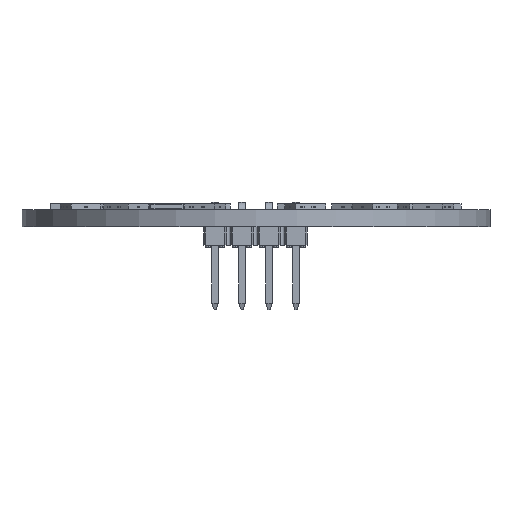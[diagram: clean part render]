
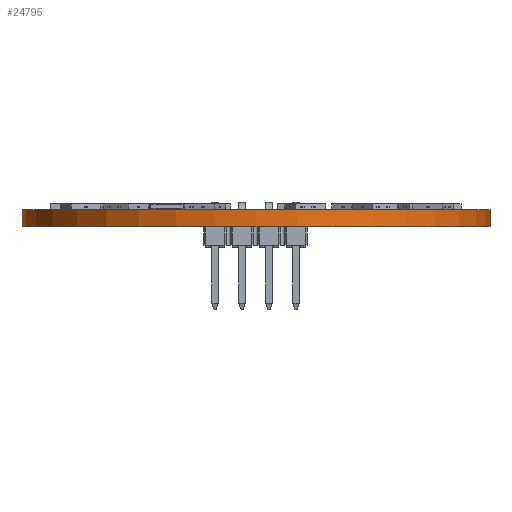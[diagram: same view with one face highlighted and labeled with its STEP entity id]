
A CAD part, front view. The second image highlights one B-rep face of the part: STEP entity #24795.
In plain terms, the highlighted cylindrical face has radius 22.023 mm (diameter 44.045 mm), a full revolution.
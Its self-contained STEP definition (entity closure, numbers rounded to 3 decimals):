
#24795 = ADVANCED_FACE('',(#24796),#24810,.T.);
#24796 = FACE_BOUND('',#24797,.F.);
#24797 = EDGE_LOOP('',(#24798,#24828,#24859,#24860));
#24798 = ORIENTED_EDGE('',*,*,#24799,.T.);
#24799 = EDGE_CURVE('',#24800,#24802,#24804,.T.);
#24800 = VERTEX_POINT('',#24801);
#24801 = CARTESIAN_POINT('',(168.023,-102.,0.));
#24802 = VERTEX_POINT('',#24803);
#24803 = CARTESIAN_POINT('',(168.023,-102.,1.6));
#24804 = SEAM_CURVE('',#24805,(#24809,#24821),.PCURVE_S1.);
#24805 = LINE('',#24806,#24807);
#24806 = CARTESIAN_POINT('',(168.023,-102.,0.));
#24807 = VECTOR('',#24808,1.);
#24808 = DIRECTION('',(0.,0.,1.));
#24809 = PCURVE('',#24810,#24815);
#24810 = CYLINDRICAL_SURFACE('',#24811,22.023);
#24811 = AXIS2_PLACEMENT_3D('',#24812,#24813,#24814);
#24812 = CARTESIAN_POINT('',(146.,-102.,0.));
#24813 = DIRECTION('',(0.,0.,-1.));
#24814 = DIRECTION('',(1.,0.,0.));
#24815 = DEFINITIONAL_REPRESENTATION('',(#24816),#24820);
#24816 = LINE('',#24817,#24818);
#24817 = CARTESIAN_POINT('',(0.,0.));
#24818 = VECTOR('',#24819,1.);
#24819 = DIRECTION('',(0.,-1.));
#24820 = ( GEOMETRIC_REPRESENTATION_CONTEXT(2) 
PARAMETRIC_REPRESENTATION_CONTEXT() REPRESENTATION_CONTEXT('2D SPACE',''
  ) );
#24821 = PCURVE('',#24810,#24822);
#24822 = DEFINITIONAL_REPRESENTATION('',(#24823),#24827);
#24823 = LINE('',#24824,#24825);
#24824 = CARTESIAN_POINT('',(-6.283,0.));
#24825 = VECTOR('',#24826,1.);
#24826 = DIRECTION('',(0.,-1.));
#24827 = ( GEOMETRIC_REPRESENTATION_CONTEXT(2) 
PARAMETRIC_REPRESENTATION_CONTEXT() REPRESENTATION_CONTEXT('2D SPACE',''
  ) );
#24828 = ORIENTED_EDGE('',*,*,#24829,.T.);
#24829 = EDGE_CURVE('',#24802,#24802,#24830,.T.);
#24830 = SURFACE_CURVE('',#24831,(#24836,#24843),.PCURVE_S1.);
#24831 = CIRCLE('',#24832,22.023);
#24832 = AXIS2_PLACEMENT_3D('',#24833,#24834,#24835);
#24833 = CARTESIAN_POINT('',(146.,-102.,1.6));
#24834 = DIRECTION('',(0.,0.,1.));
#24835 = DIRECTION('',(1.,0.,0.));
#24836 = PCURVE('',#24810,#24837);
#24837 = DEFINITIONAL_REPRESENTATION('',(#24838),#24842);
#24838 = LINE('',#24839,#24840);
#24839 = CARTESIAN_POINT('',(0.,-1.6));
#24840 = VECTOR('',#24841,1.);
#24841 = DIRECTION('',(-1.,0.));
#24842 = ( GEOMETRIC_REPRESENTATION_CONTEXT(2) 
PARAMETRIC_REPRESENTATION_CONTEXT() REPRESENTATION_CONTEXT('2D SPACE',''
  ) );
#24843 = PCURVE('',#24844,#24849);
#24844 = PLANE('',#24845);
#24845 = AXIS2_PLACEMENT_3D('',#24846,#24847,#24848);
#24846 = CARTESIAN_POINT('',(168.023,-102.,1.6));
#24847 = DIRECTION('',(0.,0.,-1.));
#24848 = DIRECTION('',(-1.,0.,0.));
#24849 = DEFINITIONAL_REPRESENTATION('',(#24850),#24858);
#24850 = ( BOUNDED_CURVE() B_SPLINE_CURVE(2,(#24851,#24852,#24853,#24854
    ,#24855,#24856,#24857),.UNSPECIFIED.,.F.,.F.) 
B_SPLINE_CURVE_WITH_KNOTS((1,2,2,2,2,1),(-2.094,0.,
    2.094,4.189,6.283,8.378),
.UNSPECIFIED.) CURVE() GEOMETRIC_REPRESENTATION_ITEM() 
RATIONAL_B_SPLINE_CURVE((1.,0.5,1.,0.5,1.,0.5,1.)) REPRESENTATION_ITEM(
  '') );
#24851 = CARTESIAN_POINT('',(0.,0.));
#24852 = CARTESIAN_POINT('',(0.,38.144));
#24853 = CARTESIAN_POINT('',(33.034,19.072));
#24854 = CARTESIAN_POINT('',(66.068,0.));
#24855 = CARTESIAN_POINT('',(33.034,-19.072));
#24856 = CARTESIAN_POINT('',(0.,-38.144));
#24857 = CARTESIAN_POINT('',(0.,0.));
#24858 = ( GEOMETRIC_REPRESENTATION_CONTEXT(2) 
PARAMETRIC_REPRESENTATION_CONTEXT() REPRESENTATION_CONTEXT('2D SPACE',''
  ) );
#24859 = ORIENTED_EDGE('',*,*,#24799,.F.);
#24860 = ORIENTED_EDGE('',*,*,#24861,.F.);
#24861 = EDGE_CURVE('',#24800,#24800,#24862,.T.);
#24862 = SURFACE_CURVE('',#24863,(#24868,#24875),.PCURVE_S1.);
#24863 = CIRCLE('',#24864,22.023);
#24864 = AXIS2_PLACEMENT_3D('',#24865,#24866,#24867);
#24865 = CARTESIAN_POINT('',(146.,-102.,0.));
#24866 = DIRECTION('',(0.,0.,1.));
#24867 = DIRECTION('',(1.,0.,0.));
#24868 = PCURVE('',#24810,#24869);
#24869 = DEFINITIONAL_REPRESENTATION('',(#24870),#24874);
#24870 = LINE('',#24871,#24872);
#24871 = CARTESIAN_POINT('',(0.,0.));
#24872 = VECTOR('',#24873,1.);
#24873 = DIRECTION('',(-1.,0.));
#24874 = ( GEOMETRIC_REPRESENTATION_CONTEXT(2) 
PARAMETRIC_REPRESENTATION_CONTEXT() REPRESENTATION_CONTEXT('2D SPACE',''
  ) );
#24875 = PCURVE('',#24876,#24881);
#24876 = PLANE('',#24877);
#24877 = AXIS2_PLACEMENT_3D('',#24878,#24879,#24880);
#24878 = CARTESIAN_POINT('',(168.023,-102.,0.));
#24879 = DIRECTION('',(0.,0.,-1.));
#24880 = DIRECTION('',(-1.,0.,0.));
#24881 = DEFINITIONAL_REPRESENTATION('',(#24882),#24890);
#24882 = ( BOUNDED_CURVE() B_SPLINE_CURVE(2,(#24883,#24884,#24885,#24886
    ,#24887,#24888,#24889),.UNSPECIFIED.,.F.,.F.) 
B_SPLINE_CURVE_WITH_KNOTS((1,2,2,2,2,1),(-2.094,0.,
    2.094,4.189,6.283,8.378),
.UNSPECIFIED.) CURVE() GEOMETRIC_REPRESENTATION_ITEM() 
RATIONAL_B_SPLINE_CURVE((1.,0.5,1.,0.5,1.,0.5,1.)) REPRESENTATION_ITEM(
  '') );
#24883 = CARTESIAN_POINT('',(0.,0.));
#24884 = CARTESIAN_POINT('',(0.,38.144));
#24885 = CARTESIAN_POINT('',(33.034,19.072));
#24886 = CARTESIAN_POINT('',(66.068,0.));
#24887 = CARTESIAN_POINT('',(33.034,-19.072));
#24888 = CARTESIAN_POINT('',(0.,-38.144));
#24889 = CARTESIAN_POINT('',(0.,0.));
#24890 = ( GEOMETRIC_REPRESENTATION_CONTEXT(2) 
PARAMETRIC_REPRESENTATION_CONTEXT() REPRESENTATION_CONTEXT('2D SPACE',''
  ) );
